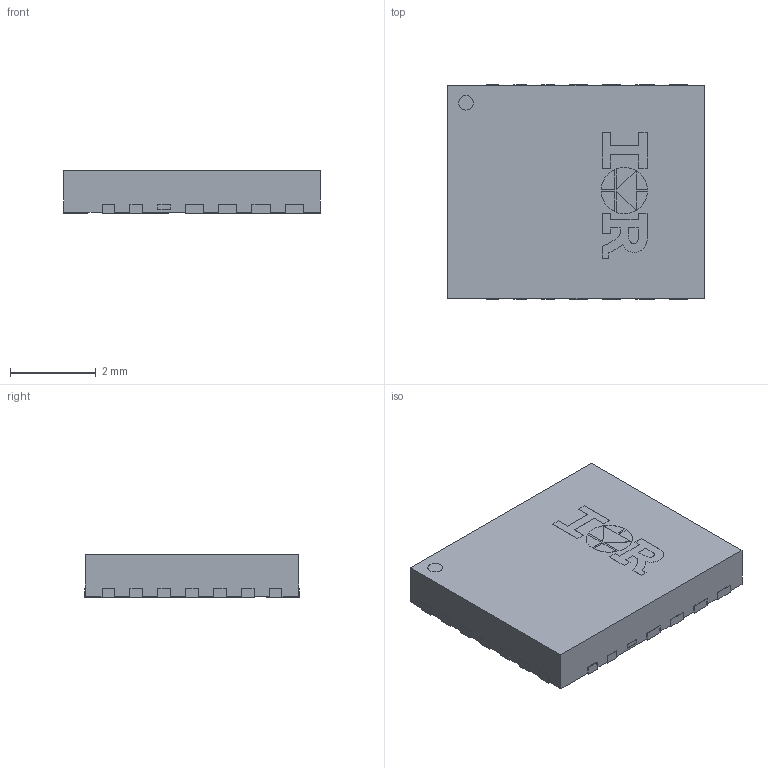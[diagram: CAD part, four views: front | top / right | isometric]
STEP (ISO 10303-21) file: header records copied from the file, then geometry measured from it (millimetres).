
FILE_DESCRIPTION(/* description */ (''),/* implementation_level */ '2;1');
FILE_NAME(/* name */ 'PG-IQFN-22-902_Z8B00223591_V01_SPO.stp',/* time_stamp */ '2025-01-23T16:09:48+05:30',/* author */ ('sivamani'),/* organization */ (''),/* preprocessor_version */ 'ST-DEVELOPER v19.2',/* originating_system */ 'AutoCAD Mechanical',/* authorisation */ '');
FILE_SCHEMA (('AUTOMOTIVE_DESIGN { 1 0 10303 214 3 1 1 }'));
Length unit declared in the file: millimetre
Products named in the file (1): Product
Bounding box: 6 x 5 x 1 mm (x, y, z)
Volume: 29.4 mm3; surface area: 136.2 mm2
Topology: 28 solids, 28 shells, 390 faces, 996 edges, 664 vertices
Faces by surface type: plane 287, cylinder 103
Entity records: 11764 total; most frequent: CARTESIAN_POINT 2051, ORIENTED_EDGE 1992, DIRECTION 1984, EDGE_CURVE 996, LINE 790, VECTOR 790, VERTEX_POINT 664, AXIS2_PLACEMENT_3D 597
